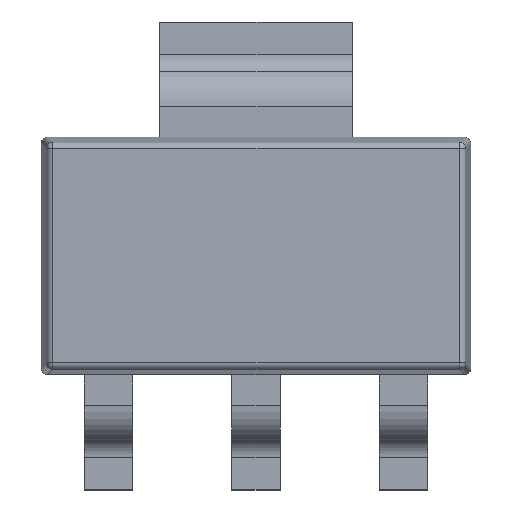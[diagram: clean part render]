
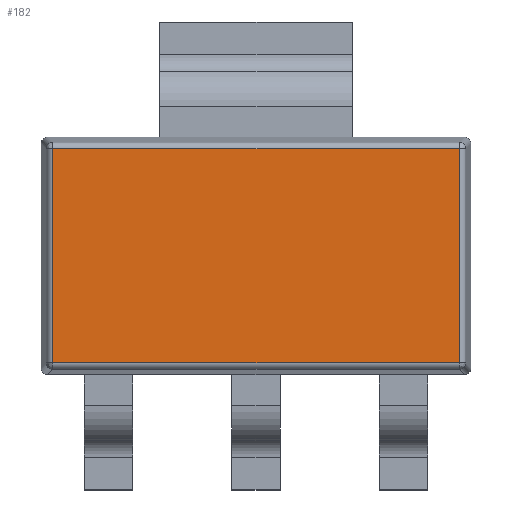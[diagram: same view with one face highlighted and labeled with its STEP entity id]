
A CAD part, top view. The second image highlights one B-rep face of the part: STEP entity #182.
In plain terms, the highlighted planar face has unit normal (0, 0, 1).
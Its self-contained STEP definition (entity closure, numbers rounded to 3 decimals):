
#182=ADVANCED_FACE('',(#998),#1000,.T.);
#998=FACE_BOUND('',#999,.T.);
#999=EDGE_LOOP('',(#1753,#1754,#1755,#1756));
#1000=PLANE('',#1001);
#1001=AXIS2_PLACEMENT_3D('',#1002,#1003,#1004);
#1002=CARTESIAN_POINT('',(0.,0.,1.8));
#1003=DIRECTION('',(0.,0.,1.));
#1004=DIRECTION('',(1.,0.,0.));
#1753=ORIENTED_EDGE('',*,*,#2181,.T.);
#1754=ORIENTED_EDGE('',*,*,#2182,.T.);
#1755=ORIENTED_EDGE('',*,*,#2183,.T.);
#1756=ORIENTED_EDGE('',*,*,#2184,.T.);
#2181=EDGE_CURVE('',#2433,#2434,#2435,.T.);
#2182=EDGE_CURVE('',#2434,#2436,#2437,.T.);
#2183=EDGE_CURVE('',#2436,#2438,#2439,.T.);
#2184=EDGE_CURVE('',#2438,#2433,#2440,.T.);
#2433=VERTEX_POINT('',#2881);
#2434=VERTEX_POINT('',#2882);
#2435=LINE('',#2883,#2884);
#2436=VERTEX_POINT('',#2886);
#2437=LINE('',#2887,#2888);
#2438=VERTEX_POINT('',#2890);
#2439=LINE('',#2891,#2892);
#2440=LINE('',#2894,#2895);
#2881=CARTESIAN_POINT('',(5.471,4.571,1.8));
#2882=CARTESIAN_POINT('',(-0.871,4.571,1.8));
#2883=CARTESIAN_POINT('',(5.471,4.571,1.8));
#2884=VECTOR('',#2885,1.);
#2885=DIRECTION('',(-1.,0.,0.));
#2886=CARTESIAN_POINT('',(-0.871,1.229,1.8));
#2887=CARTESIAN_POINT('',(-0.871,4.571,1.8));
#2888=VECTOR('',#2889,1.);
#2889=DIRECTION('',(0.,-1.,0.));
#2890=CARTESIAN_POINT('',(5.471,1.229,1.8));
#2891=CARTESIAN_POINT('',(-0.871,1.229,1.8));
#2892=VECTOR('',#2893,1.);
#2893=DIRECTION('',(1.,0.,0.));
#2894=CARTESIAN_POINT('',(5.471,1.229,1.8));
#2895=VECTOR('',#2896,1.);
#2896=DIRECTION('',(0.,1.,0.));
